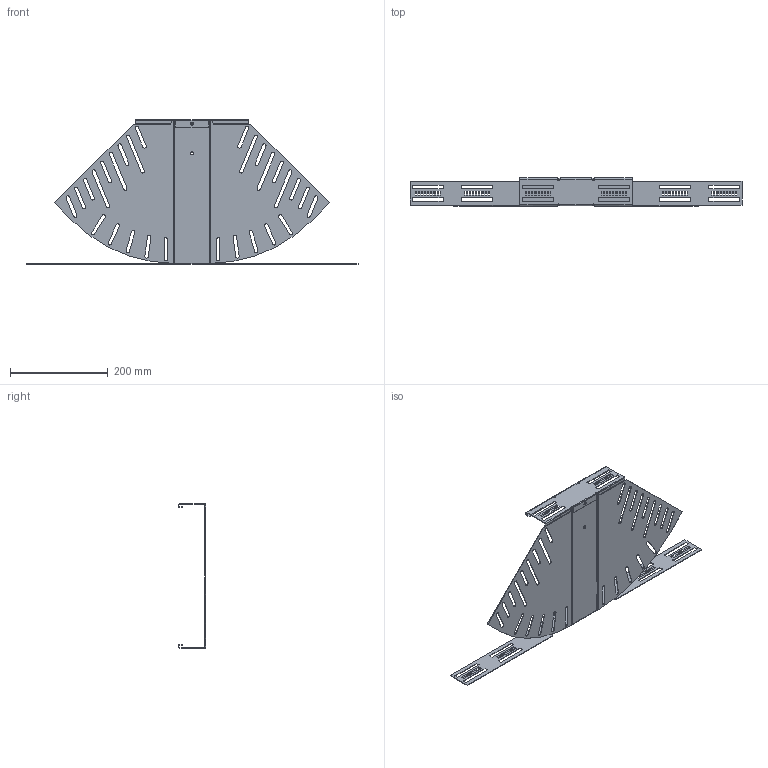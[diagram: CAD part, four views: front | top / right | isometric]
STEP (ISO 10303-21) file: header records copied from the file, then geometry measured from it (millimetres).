
FILE_DESCRIPTION (( 'STEP AP214' ), '1' );
FILE_NAME ('6037156.STEP', '2024-10-22T11:34:36', ( '' ), ( '' ), 'SwSTEP 2.0', 'SolidWorks 2024', '' );
FILE_SCHEMA (( 'AUTOMOTIVE_DESIGN' ));
Length unit declared in the file: millimetre
Products named in the file (3): 167655_60x0°; 167753_300; 6037156
Assembly tree (2 placements, depth 2):
  6037156
    167753_300
    167655_60x0°
Bounding box: 678 x 57 x 295 mm (x, y, z)
Volume: 186555.3 mm3; surface area: 310522.2 mm2
Topology: 2 solids, 2 shells, 600 faces, 1692 edges, 1096 vertices
Faces by surface type: plane 414, cylinder 176, bspline 10
Entity records: 19914 total; most frequent: CARTESIAN_POINT 3761, ORIENTED_EDGE 3384, DIRECTION 3174, EDGE_CURVE 1692, VECTOR 1320, LINE 1320, VERTEX_POINT 1096, AXIS2_PLACEMENT_3D 927
